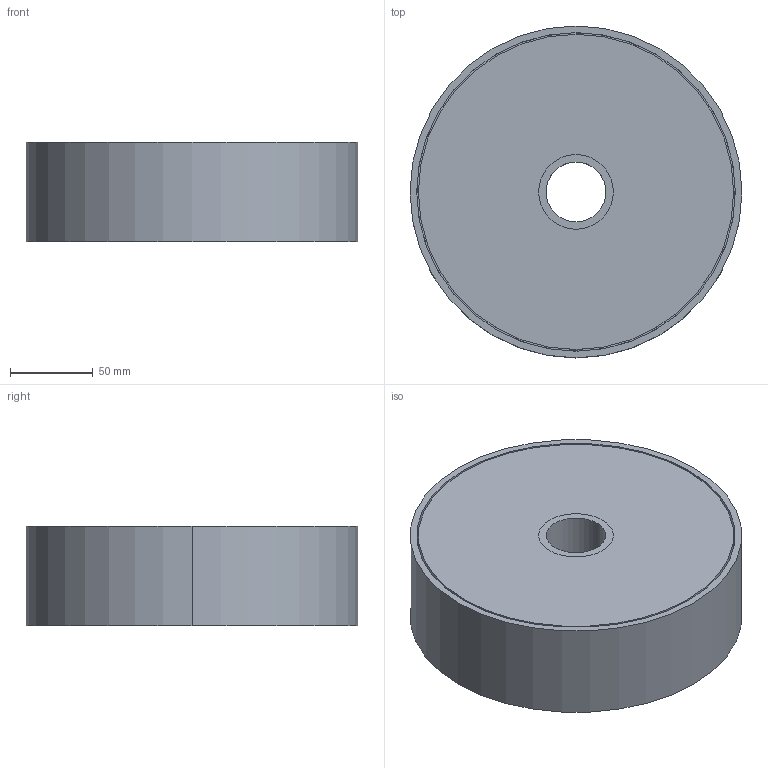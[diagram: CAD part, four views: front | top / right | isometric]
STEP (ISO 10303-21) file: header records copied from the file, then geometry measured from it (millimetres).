
FILE_DESCRIPTION (( 'STEP AP214' ), '1' );
FILE_NAME ('dummy.STEP', '2020-04-17T11:33:55', ( '' ), ( '' ), 'SwSTEP 2.0', 'SolidWorks 2019', '' );
FILE_SCHEMA (( 'AUTOMOTIVE_DESIGN' ));
Length unit declared in the file: millimetre
Products named in the file (5): air; core; rotor; dummy; stator
Assembly tree (4 placements, depth 2):
  dummy
    stator
    core
    air
    rotor
Bounding box: 200 x 200 x 60 mm (x, y, z)
Volume: 1814882.4 mm3; surface area: 351552.1 mm2
Topology: 4 solids, 4 shells, 30 faces, 60 edges, 40 vertices
Faces by surface type: cylinder 20, plane 10
Entity records: 1018 total; most frequent: DIRECTION 174, CARTESIAN_POINT 137, ORIENTED_EDGE 120, AXIS2_PLACEMENT_3D 77, EDGE_CURVE 60, VERTEX_POINT 40, EDGE_LOOP 40, CIRCLE 40
